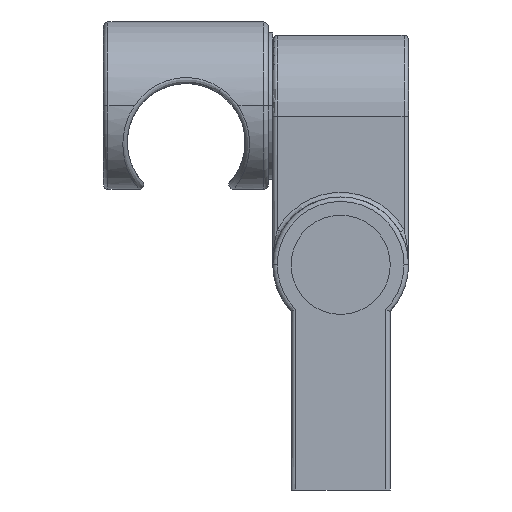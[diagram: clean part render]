
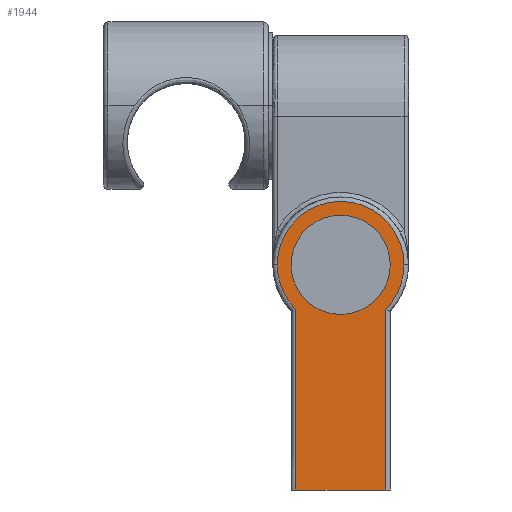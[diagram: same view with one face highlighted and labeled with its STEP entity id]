
A CAD part, front view. The second image highlights one B-rep face of the part: STEP entity #1944.
In plain terms, the highlighted planar face has unit normal (0, -1, 0).
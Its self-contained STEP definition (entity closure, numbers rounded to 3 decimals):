
#9 = CARTESIAN_POINT ( 'NONE',  ( 9.932, -25.2, -18.745 ) ) ;
#10 = VECTOR ( 'NONE', #3549, 1000. ) ;
#44 = CARTESIAN_POINT ( 'NONE',  ( -14., -25.2, 31. ) ) ;
#114 = DIRECTION ( 'NONE',  ( 1., 0., 0. ) ) ;
#157 = CIRCLE ( 'NONE', #1006, 10.95 ) ;
#186 = VERTEX_POINT ( 'NONE', #2136 ) ;
#206 = DIRECTION ( 'NONE',  ( 1., 0., 0. ) ) ;
#273 = ORIENTED_EDGE ( 'NONE', *, *, #1842, .T. ) ;
#291 = VERTEX_POINT ( 'NONE', #44 ) ;
#324 = DIRECTION ( 'NONE',  ( 0., -1., 0. ) ) ;
#337 = CARTESIAN_POINT ( 'NONE',  ( 14., -25.2, 31. ) ) ;
#380 = DIRECTION ( 'NONE',  ( 0., 0., -1. ) ) ;
#412 = CARTESIAN_POINT ( 'NONE',  ( -10.932, -25.2, -18.745 ) ) ;
#427 = ORIENTED_EDGE ( 'NONE', *, *, #3233, .F. ) ;
#438 = DIRECTION ( 'NONE',  ( -1., 0., 0. ) ) ;
#477 = CIRCLE ( 'NONE', #3341, 10.95 ) ;
#593 = LINE ( 'NONE', #2231, #1548 ) ;
#596 = LINE ( 'NONE', #1090, #10 ) ;
#612 = AXIS2_PLACEMENT_3D ( 'NONE', #886, #324, #3499 ) ;
#683 = VERTEX_POINT ( 'NONE', #3300 ) ;
#722 = FACE_BOUND ( 'NONE', #2914, .T. ) ;
#758 = CARTESIAN_POINT ( 'NONE',  ( -9.932, -25.2, -18.745 ) ) ;
#798 = DIRECTION ( 'NONE',  ( 0., -1., 0. ) ) ;
#818 = DIRECTION ( 'NONE',  ( 0., -1., 0. ) ) ;
#825 = ORIENTED_EDGE ( 'NONE', *, *, #2110, .T. ) ;
#871 = EDGE_LOOP ( 'NONE', ( #2474, #825, #2005, #3265, #1861, #273 ) ) ;
#886 = CARTESIAN_POINT ( 'NONE',  ( 0., -25.2, 31. ) ) ;
#925 = CARTESIAN_POINT ( 'NONE',  ( 0., -25.2, 31. ) ) ;
#932 = PLANE ( 'NONE',  #3024 ) ;
#936 = VERTEX_POINT ( 'NONE', #9 ) ;
#1006 = AXIS2_PLACEMENT_3D ( 'NONE', #3021, #3298, #3533 ) ;
#1090 = CARTESIAN_POINT ( 'NONE',  ( 9.932, -25.2, 20.729 ) ) ;
#1133 = EDGE_CURVE ( 'NONE', #1452, #2804, #593, .T. ) ;
#1180 = VERTEX_POINT ( 'NONE', #337 ) ;
#1211 = EDGE_CURVE ( 'NONE', #936, #2804, #2248, .T. ) ;
#1452 = VERTEX_POINT ( 'NONE', #3071 ) ;
#1548 = VECTOR ( 'NONE', #380, 1000. ) ;
#1776 = VECTOR ( 'NONE', #438, 1000. ) ;
#1842 = EDGE_CURVE ( 'NONE', #936, #2329, #596, .T. ) ;
#1861 = ORIENTED_EDGE ( 'NONE', *, *, #1211, .F. ) ;
#1944 = ADVANCED_FACE ( 'NONE', ( #722, #2243 ), #932, .F. ) ;
#1960 = AXIS2_PLACEMENT_3D ( 'NONE', #3000, #798, #2467 ) ;
#2005 = ORIENTED_EDGE ( 'NONE', *, *, #2668, .T. ) ;
#2047 = DIRECTION ( 'NONE',  ( -1., 0., 0. ) ) ;
#2110 = EDGE_CURVE ( 'NONE', #1180, #291, #2499, .T. ) ;
#2136 = CARTESIAN_POINT ( 'NONE',  ( 0., -25.2, 20.05 ) ) ;
#2137 = AXIS2_PLACEMENT_3D ( 'NONE', #925, #818, #114 ) ;
#2193 = CARTESIAN_POINT ( 'NONE',  ( 0., -25.2, 31. ) ) ;
#2231 = CARTESIAN_POINT ( 'NONE',  ( -9.932, -25.2, -18.745 ) ) ;
#2243 = FACE_OUTER_BOUND ( 'NONE', #871, .T. ) ;
#2248 = LINE ( 'NONE', #412, #1776 ) ;
#2329 = VERTEX_POINT ( 'NONE', #3396 ) ;
#2439 = CARTESIAN_POINT ( 'NONE',  ( 0., -25.2, 31. ) ) ;
#2467 = DIRECTION ( 'NONE',  ( 1., 0., 0. ) ) ;
#2474 = ORIENTED_EDGE ( 'NONE', *, *, #2530, .T. ) ;
#2499 = CIRCLE ( 'NONE', #612, 14. ) ;
#2530 = EDGE_CURVE ( 'NONE', #2329, #1180, #2813, .T. ) ;
#2552 = DIRECTION ( 'NONE',  ( 0., -1., 0. ) ) ;
#2618 = EDGE_CURVE ( 'NONE', #683, #186, #157, .T. ) ;
#2668 = EDGE_CURVE ( 'NONE', #291, #1452, #3062, .T. ) ;
#2804 = VERTEX_POINT ( 'NONE', #758 ) ;
#2813 = CIRCLE ( 'NONE', #2137, 14. ) ;
#2914 = EDGE_LOOP ( 'NONE', ( #3005, #427 ) ) ;
#3000 = CARTESIAN_POINT ( 'NONE',  ( 0., -25.2, 31. ) ) ;
#3005 = ORIENTED_EDGE ( 'NONE', *, *, #2618, .F. ) ;
#3021 = CARTESIAN_POINT ( 'NONE',  ( 0., -25.2, 31. ) ) ;
#3024 = AXIS2_PLACEMENT_3D ( 'NONE', #2193, #3303, #206 ) ;
#3062 = CIRCLE ( 'NONE', #1960, 14. ) ;
#3071 = CARTESIAN_POINT ( 'NONE',  ( -9.932, -25.2, 21.133 ) ) ;
#3233 = EDGE_CURVE ( 'NONE', #186, #683, #477, .T. ) ;
#3265 = ORIENTED_EDGE ( 'NONE', *, *, #1133, .T. ) ;
#3298 = DIRECTION ( 'NONE',  ( 0., -1., 0. ) ) ;
#3300 = CARTESIAN_POINT ( 'NONE',  ( 0., -25.2, 41.95 ) ) ;
#3303 = DIRECTION ( 'NONE',  ( 0., 1., 0. ) ) ;
#3341 = AXIS2_PLACEMENT_3D ( 'NONE', #2439, #2552, #2047 ) ;
#3396 = CARTESIAN_POINT ( 'NONE',  ( 9.932, -25.2, 21.133 ) ) ;
#3499 = DIRECTION ( 'NONE',  ( 1., 0., 0. ) ) ;
#3533 = DIRECTION ( 'NONE',  ( -1., 0., 0. ) ) ;
#3549 = DIRECTION ( 'NONE',  ( 0., 0., 1. ) ) ;
